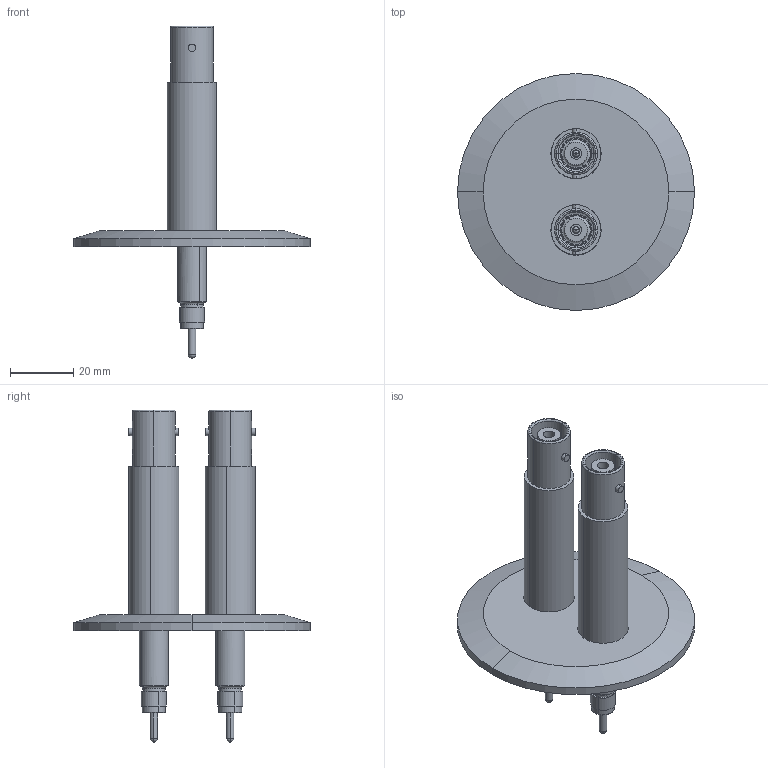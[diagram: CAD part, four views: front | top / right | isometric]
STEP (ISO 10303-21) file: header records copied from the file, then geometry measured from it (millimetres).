
FILE_DESCRIPTION (( 'STEP AP203' ), '1' );
FILE_NAME ('A2301-1-QF.STEP', '2012-07-18T18:53:42', ( '' ), ( '' ), 'SwSTEP 2.0', 'SolidWorks 2012', '' );
FILE_SCHEMA (( 'CONFIG_CONTROL_DESIGN' ));
Length unit declared in the file: inch
Products named in the file (1): A2301-1-QF
Bounding box: 74.93 x 74.93 x 104.95 mm (x, y, z)
Volume: 36876.6 mm3; surface area: 29341.1 mm2
Topology: 1 solids, 3 shells, 190 faces, 382 edges, 238 vertices
Faces by surface type: cylinder 98, plane 46, torus 36, cone 10
Entity records: 5235 total; most frequent: DIRECTION 1022, CARTESIAN_POINT 947, ORIENTED_EDGE 764, AXIS2_PLACEMENT_3D 457, EDGE_CURVE 382, CIRCLE 266, VERTEX_POINT 238, EDGE_LOOP 234
